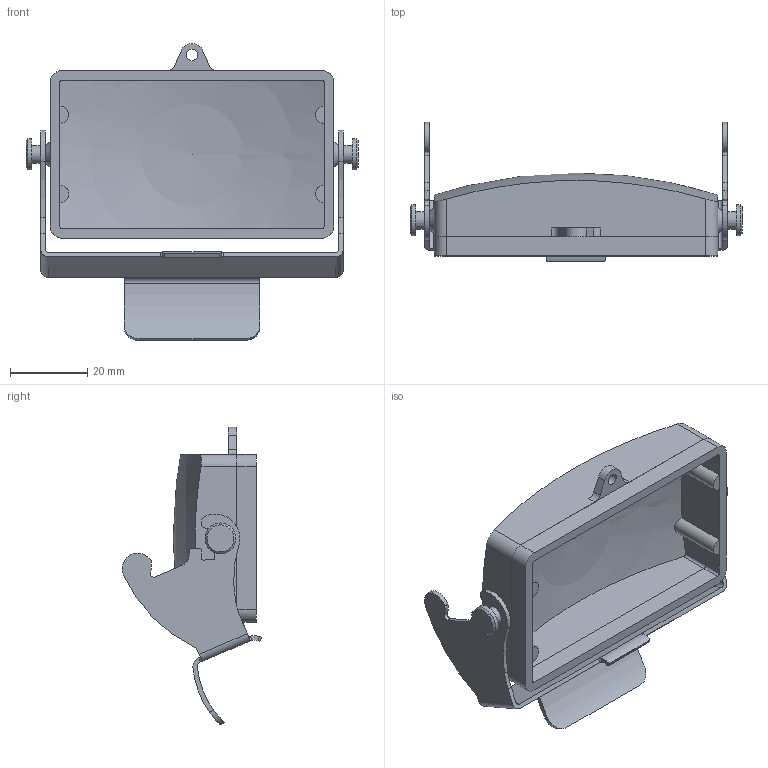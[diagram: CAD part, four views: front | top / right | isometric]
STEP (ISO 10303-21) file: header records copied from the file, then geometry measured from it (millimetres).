
FILE_DESCRIPTION (( 'STEP AP214' ), '1' );
FILE_NAME ('ZP-MC10B-2-SCVLM.STEP', '2011-11-21T14:32:18', ( '.adc' ), ( '' ), 'SwSTEP 2.0', 'SolidWorks 2011', '' );
FILE_SCHEMA (( 'AUTOMOTIVE_DESIGN' ));
Length unit declared in the file: millimetre
Products named in the file (1): ZP-MC10B-2-SCVLM
Bounding box: 86 x 36.11 x 76.97 mm (x, y, z)
Volume: 20416.4 mm3; surface area: 21939.5 mm2
Topology: 5 solids, 5 shells, 167 faces, 453 edges, 297 vertices
Faces by surface type: cylinder 89, plane 70, cone 4, sphere 2, torus 2
Full cylindrical faces by diameter (mm): 3 x1, 4.519 x2, 8 x2
Entity records: 5733 total; most frequent: CARTESIAN_POINT 1309, DIRECTION 897, ORIENTED_EDGE 874, EDGE_CURVE 437, AXIS2_PLACEMENT_3D 332, VERTEX_POINT 292, LINE 233, VECTOR 233
